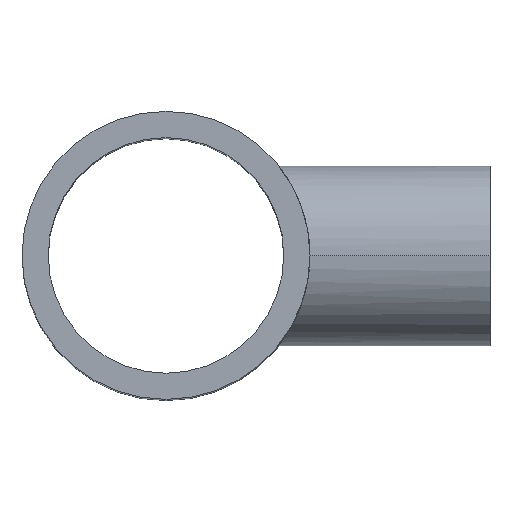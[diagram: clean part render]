
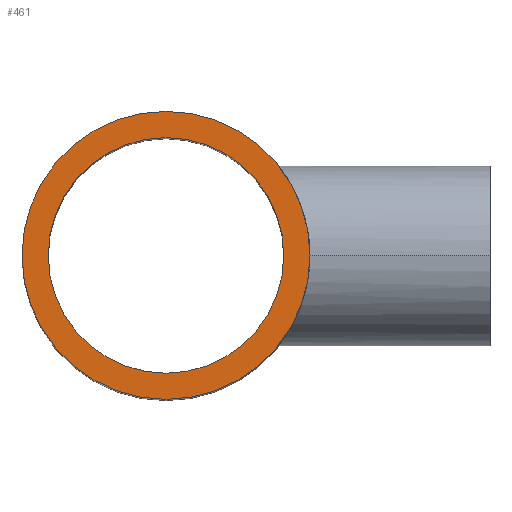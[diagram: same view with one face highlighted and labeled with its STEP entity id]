
A CAD part, top view. The second image highlights one B-rep face of the part: STEP entity #461.
In plain terms, the highlighted planar face has unit normal (0, 0, 1).
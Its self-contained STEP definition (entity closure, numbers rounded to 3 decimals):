
#13 = CARTESIAN_POINT ( 'NONE',  ( -81.8, 0., 240.5 ) ) ;
#27 = DIRECTION ( 'NONE',  ( 0., 0., 1. ) ) ;
#39 = CIRCLE ( 'NONE', #403, 100. ) ;
#79 = EDGE_CURVE ( 'NONE', #206, #340, #443, .T. ) ;
#105 = DIRECTION ( 'NONE',  ( 1., 0., 0. ) ) ;
#129 = ORIENTED_EDGE ( 'NONE', *, *, #190, .T. ) ;
#138 = PLANE ( 'NONE',  #390 ) ;
#144 = EDGE_CURVE ( 'NONE', #266, #426, #406, .T. ) ;
#152 = AXIS2_PLACEMENT_3D ( 'NONE', #558, #27, #672 ) ;
#190 = EDGE_CURVE ( 'NONE', #340, #206, #39, .T. ) ;
#194 = AXIS2_PLACEMENT_3D ( 'NONE', #248, #424, #105 ) ;
#206 = VERTEX_POINT ( 'NONE', #530 ) ;
#248 = CARTESIAN_POINT ( 'NONE',  ( 0., 0., 240.5 ) ) ;
#266 = VERTEX_POINT ( 'NONE', #13 ) ;
#299 = CIRCLE ( 'NONE', #152, 81.8 ) ;
#340 = VERTEX_POINT ( 'NONE', #615 ) ;
#342 = CARTESIAN_POINT ( 'NONE',  ( 0., 0., 240.5 ) ) ;
#348 = EDGE_CURVE ( 'NONE', #426, #266, #299, .T. ) ;
#369 = AXIS2_PLACEMENT_3D ( 'NONE', #370, #410, #629 ) ;
#370 = CARTESIAN_POINT ( 'NONE',  ( 0., 0., 240.5 ) ) ;
#390 = AXIS2_PLACEMENT_3D ( 'NONE', #342, #693, #529 ) ;
#403 = AXIS2_PLACEMENT_3D ( 'NONE', #642, #584, #469 ) ;
#406 = CIRCLE ( 'NONE', #369, 81.8 ) ;
#410 = DIRECTION ( 'NONE',  ( 0., 0., 1. ) ) ;
#411 = ORIENTED_EDGE ( 'NONE', *, *, #79, .T. ) ;
#424 = DIRECTION ( 'NONE',  ( 0., 0., 1. ) ) ;
#426 = VERTEX_POINT ( 'NONE', #611 ) ;
#443 = CIRCLE ( 'NONE', #194, 100. ) ;
#451 = FACE_OUTER_BOUND ( 'NONE', #522, .T. ) ;
#461 = ADVANCED_FACE ( 'NONE', ( #451, #669 ), #138, .T. ) ;
#469 = DIRECTION ( 'NONE',  ( 1., 0., 0. ) ) ;
#522 = EDGE_LOOP ( 'NONE', ( #411, #129 ) ) ;
#529 = DIRECTION ( 'NONE',  ( 1., 0., 0. ) ) ;
#530 = CARTESIAN_POINT ( 'NONE',  ( -100., 0., 240.5 ) ) ;
#558 = CARTESIAN_POINT ( 'NONE',  ( 0., 0., 240.5 ) ) ;
#578 = ORIENTED_EDGE ( 'NONE', *, *, #144, .F. ) ;
#584 = DIRECTION ( 'NONE',  ( 0., 0., 1. ) ) ;
#611 = CARTESIAN_POINT ( 'NONE',  ( 81.8, 0., 240.5 ) ) ;
#615 = CARTESIAN_POINT ( 'NONE',  ( 100., 0., 240.5 ) ) ;
#621 = ORIENTED_EDGE ( 'NONE', *, *, #348, .F. ) ;
#629 = DIRECTION ( 'NONE',  ( 1., 0., 0. ) ) ;
#642 = CARTESIAN_POINT ( 'NONE',  ( 0., 0., 240.5 ) ) ;
#645 = EDGE_LOOP ( 'NONE', ( #578, #621 ) ) ;
#669 = FACE_BOUND ( 'NONE', #645, .T. ) ;
#672 = DIRECTION ( 'NONE',  ( 1., 0., 0. ) ) ;
#693 = DIRECTION ( 'NONE',  ( 0., 0., 1. ) ) ;
